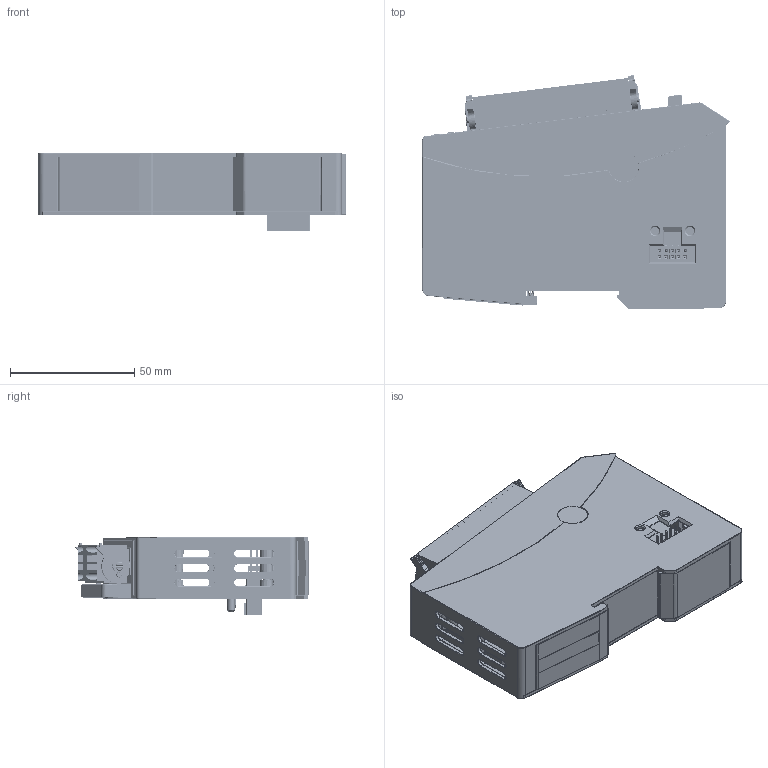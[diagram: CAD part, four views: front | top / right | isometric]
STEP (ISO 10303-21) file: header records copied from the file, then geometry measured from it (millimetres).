
FILE_DESCRIPTION (( 'STEP AP214' ), '1' );
FILE_NAME ('0186-2571_251121_TM01E-DI16DO16!EIO_IO36.STEP', '2025-11-21T15:02:23', ( '' ), ( '' ), 'SwSTEP 2.0', 'SolidWorks 2025', '' );
FILE_SCHEMA (( 'AUTOMOTIVE_DESIGN' ));
Length unit declared in the file: millimetre
Products named in the file (1): 0186-2571_251121_TM01E-DI16DO16!EIO_IO36
Bounding box: 123.57 x 93.95 x 31.35 mm (x, y, z)
Surface area: 107286 mm2 (no closed solid volume)
Topology: 0 solids, 49 shells, 6522 faces, 17488 edges, 11093 vertices
Faces by surface type: plane 4180, cylinder 1695, torus 305, cone 188, sphere 112, bspline 42
Entity records: 239504 total; most frequent: CARTESIAN_POINT 112793, ORIENTED_EDGE 34188, EDGE_CURVE 17348, B_SPLINE_CURVE_WITH_KNOTS 17339, DIRECTION 12918, VERTEX_POINT 11018, EDGE_LOOP 7132, FACE_OUTER_BOUND 6500
